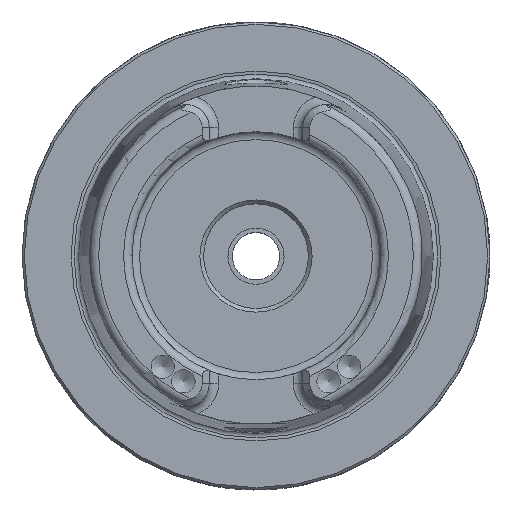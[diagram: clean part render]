
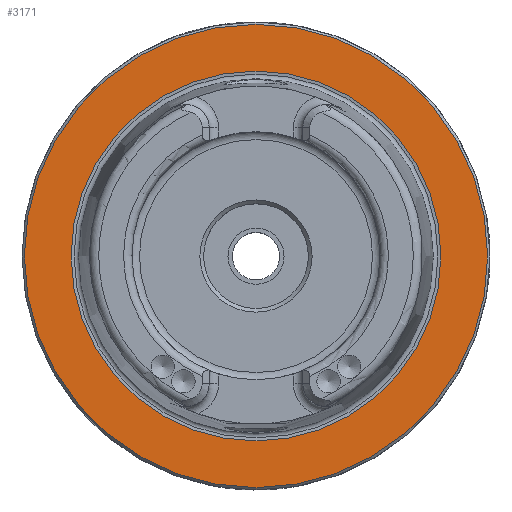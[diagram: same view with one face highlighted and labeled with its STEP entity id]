
A CAD part, top view. The second image highlights one B-rep face of the part: STEP entity #3171.
In plain terms, the highlighted planar face has unit normal (0, 0, 1).
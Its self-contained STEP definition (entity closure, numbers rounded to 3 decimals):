
#354=PLANE('',#3411);
#740=ORIENTED_EDGE('',*,*,#1173,.T.);
#741=ORIENTED_EDGE('',*,*,#1171,.F.);
#1171=EDGE_CURVE('',#1399,#1399,#1522,.T.);
#1173=EDGE_CURVE('',#1401,#1401,#1524,.T.);
#1399=VERTEX_POINT('',#5056);
#1401=VERTEX_POINT('',#5061);
#1522=CIRCLE('',#3409,39.511);
#1524=CIRCLE('',#3412,49.5);
#1689=EDGE_LOOP('',(#740));
#1690=EDGE_LOOP('',(#741));
#1913=FACE_BOUND('',#1689,.T.);
#1914=FACE_BOUND('',#1690,.T.);
#3171=ADVANCED_FACE('',(#1913,#1914),#354,.T.);
#3409=AXIS2_PLACEMENT_3D('',#5055,#3947,#3948);
#3411=AXIS2_PLACEMENT_3D('',#5059,#3951,#3952);
#3412=AXIS2_PLACEMENT_3D('',#5060,#3953,#3954);
#3947=DIRECTION('',(0.,0.,1.));
#3948=DIRECTION('',(1.,0.,0.));
#3951=DIRECTION('',(0.,0.,1.));
#3952=DIRECTION('',(1.,0.,0.));
#3953=DIRECTION('',(0.,0.,1.));
#3954=DIRECTION('',(1.,0.,0.));
#5055=CARTESIAN_POINT('',(0.,0.,0.));
#5056=CARTESIAN_POINT('',(39.511,0.,0.));
#5059=CARTESIAN_POINT('',(49.5,0.,0.));
#5060=CARTESIAN_POINT('',(0.,0.,0.));
#5061=CARTESIAN_POINT('',(49.5,0.,0.));
